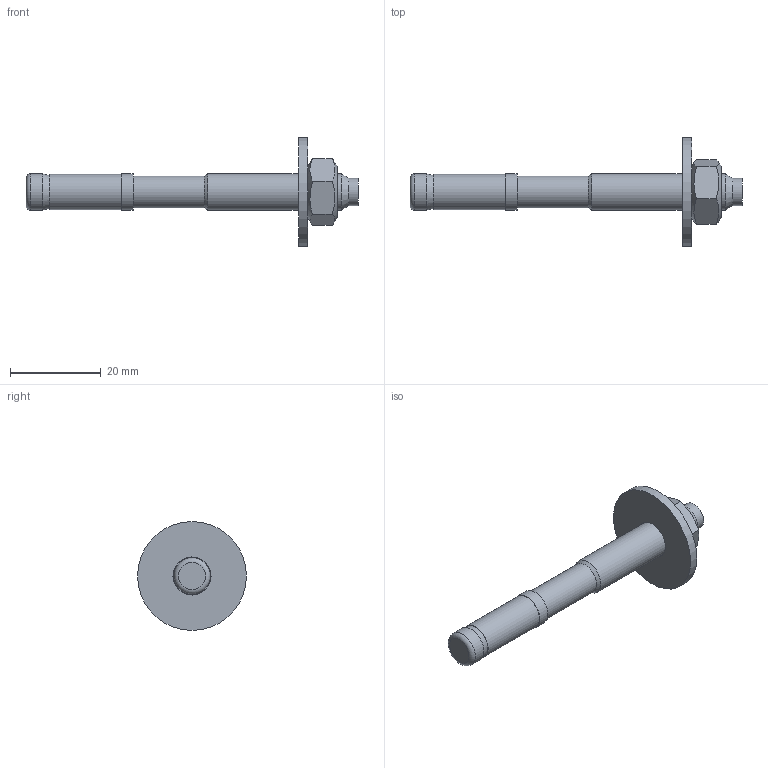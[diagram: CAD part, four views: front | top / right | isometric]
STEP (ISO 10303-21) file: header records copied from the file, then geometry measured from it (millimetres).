
FILE_DESCRIPTION (( 'STEP AP214' ), '1' );
FILE_NAME ('3498716.stp', '2024-01-05T12:15:29', ( '' ), ( '' ), 'SwSTEP 2.0', 'SolidWorks 2022', '' );
FILE_SCHEMA (( 'AUTOMOTIVE_DESIGN' ));
Length unit declared in the file: millimetre
Products named in the file (6): ISO 7093-1 - 8^19115301_BZ3-U_M8x75_0-20_A4(2)_P_0000016463_1_Standard; 1G1155B4^19115301_BZ3-U_M8x75_0-20_A4(2)_P_0000016463_1_Standard; 3498716; DIN 934 - M8^19115301_BZ3-U_M8x75_0-20_A4(2)_P_0000016463_1_Standard; 19115301_BZ3-U_M8x75_0-20_A4(2)^P_0000016463_1_Standard; Clip Dummy M12^19115301_BZ3-U_M8x75_0-20_A4(2)_P_0000016463_1_Standard
Assembly tree (5 placements, depth 3):
  3498716
    19115301_BZ3-U_M8x75_0-20_A4(2)^P_0000016463_1_Standard
      1G1155B4^19115301_BZ3-U_M8x75_0-20_A4(2)_P_0000016463_1_Standard
      Clip Dummy M12^19115301_BZ3-U_M8x75_0-20_A4(2)_P_0000016463_1_Standard
      DIN 934 - M8^19115301_BZ3-U_M8x75_0-20_A4(2)_P_0000016463_1_Standard
      ISO 7093-1 - 8^19115301_BZ3-U_M8x75_0-20_A4(2)_P_0000016463_1_Standard
Bounding box: 73.2 x 24 x 24 mm (x, y, z)
Volume: 4843 mm3; surface area: 4076 mm2
Topology: 4 solids, 4 shells, 36 faces, 69 edges, 43 vertices
Faces by surface type: plane 16, cylinder 11, cone 8, torus 1
Full cylindrical faces by diameter (mm): 5.45 x1, 5.6 x1, 6 x1, 6.647 x1, 7.05 x1, 7.8 x1, 8 x3, 8.4 x1, 24 x1
Entity records: 1006 total; most frequent: CARTESIAN_POINT 155, DIRECTION 152, ORIENTED_EDGE 92, AXIS2_PLACEMENT_3D 73, EDGE_LOOP 64, FACE_OUTER_BOUND 48, EDGE_CURVE 46, VERTEX_POINT 40
